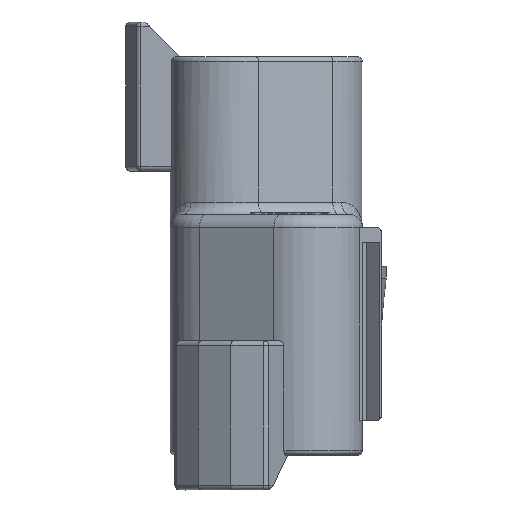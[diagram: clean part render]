
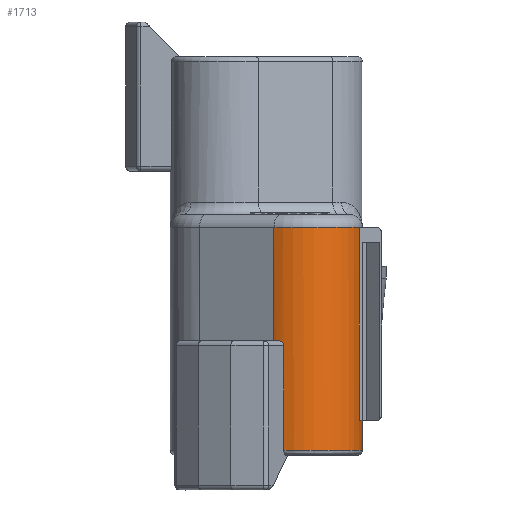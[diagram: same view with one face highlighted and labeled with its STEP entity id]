
A CAD part, left-side view. The second image highlights one B-rep face of the part: STEP entity #1713.
In plain terms, the highlighted cylindrical face has radius 6.08 mm (diameter 12.16 mm), a partial arc.
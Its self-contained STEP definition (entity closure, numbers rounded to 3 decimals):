
#313=B_SPLINE_CURVE_WITH_KNOTS('',3,(#30947,#30948,#30949,#30950,#30951,
#30952,#30953,#30954,#30955,#30956,#30957,#30958,#30959,#30960,#30961,#30962),
 .UNSPECIFIED.,.F.,.F.,(4,3,3,3,3,4),(0.,0.217,0.433,
0.65,0.866,1.),.UNSPECIFIED.);
#401=CYLINDRICAL_SURFACE('',#20911,6.08);
#648=FACE_OUTER_BOUND('',#3838,.T.);
#1713=ADVANCED_FACE('',(#648),#401,.T.);
#3838=EDGE_LOOP('',(#6600,#6601,#6602,#6603,#6604,#6605,#6606,#6607,#6608,
#6609,#6610));
#4875=CIRCLE('',#20801,6.08);
#4900=CIRCLE('',#20867,6.08);
#4913=CIRCLE('',#20907,6.08);
#4914=CIRCLE('',#20909,6.08);
#4915=CIRCLE('',#20910,6.08);
#6600=ORIENTED_EDGE('',*,*,#13940,.F.);
#6601=ORIENTED_EDGE('',*,*,#13853,.F.);
#6602=ORIENTED_EDGE('',*,*,#13752,.F.);
#6603=ORIENTED_EDGE('',*,*,#13941,.F.);
#6604=ORIENTED_EDGE('',*,*,#13942,.F.);
#6605=ORIENTED_EDGE('',*,*,#13943,.T.);
#6606=ORIENTED_EDGE('',*,*,#13944,.T.);
#6607=ORIENTED_EDGE('',*,*,#13945,.F.);
#6608=ORIENTED_EDGE('',*,*,#13842,.F.);
#6609=ORIENTED_EDGE('',*,*,#13878,.T.);
#6610=ORIENTED_EDGE('',*,*,#13910,.F.);
#11773=VERTEX_POINT('',#29828);
#11774=VERTEX_POINT('',#29832);
#11818=VERTEX_POINT('',#30721);
#11819=VERTEX_POINT('',#30722);
#11829=VERTEX_POINT('',#30744);
#11853=VERTEX_POINT('',#30794);
#11876=VERTEX_POINT('',#30874);
#11890=VERTEX_POINT('',#30944);
#11891=VERTEX_POINT('',#30946);
#11892=VERTEX_POINT('',#30963);
#11893=VERTEX_POINT('',#30965);
#13752=EDGE_CURVE('',#11773,#11774,#4875,.T.);
#13842=EDGE_CURVE('',#11818,#11819,#16533,.T.);
#13853=EDGE_CURVE('',#11774,#11829,#16544,.T.);
#13878=EDGE_CURVE('',#11818,#11853,#4900,.T.);
#13910=EDGE_CURVE('',#11876,#11853,#16591,.T.);
#13940=EDGE_CURVE('',#11829,#11876,#4913,.T.);
#13941=EDGE_CURVE('',#11890,#11773,#16614,.T.);
#13942=EDGE_CURVE('',#11891,#11890,#4914,.T.);
#13943=EDGE_CURVE('',#11891,#11892,#313,.T.);
#13944=EDGE_CURVE('',#11892,#11893,#16615,.T.);
#13945=EDGE_CURVE('',#11819,#11893,#4915,.T.);
#16533=LINE('',#30720,#18986);
#16544=LINE('',#30743,#18997);
#16591=LINE('',#30875,#19044);
#16614=LINE('',#30943,#19067);
#16615=LINE('',#30964,#19068);
#18986=VECTOR('',#23388,1.);
#18997=VECTOR('',#23401,1.);
#19044=VECTOR('',#23486,1.);
#19067=VECTOR('',#23559,1.);
#19068=VECTOR('',#23562,1.);
#20801=AXIS2_PLACEMENT_3D('',#29831,#23214,#23215);
#20867=AXIS2_PLACEMENT_3D('',#30795,#23430,#23431);
#20907=AXIS2_PLACEMENT_3D('',#30941,#23555,#23556);
#20909=AXIS2_PLACEMENT_3D('',#30945,#23560,#23561);
#20910=AXIS2_PLACEMENT_3D('',#30966,#23563,#23564);
#20911=AXIS2_PLACEMENT_3D('',#30967,#23565,#23566);
#23214=DIRECTION('',(0.,0.,1.));
#23215=DIRECTION('',(-0.866,0.5,0.));
#23388=DIRECTION('',(0.,0.,-1.));
#23401=DIRECTION('',(0.,0.,-1.));
#23430=DIRECTION('',(0.,0.,-1.));
#23431=DIRECTION('',(0.,-1.,0.));
#23486=DIRECTION('',(0.,0.,-1.));
#23555=DIRECTION('',(0.,0.,-1.));
#23556=DIRECTION('',(0.,-1.,0.));
#23559=DIRECTION('',(0.,0.,1.));
#23560=DIRECTION('',(0.,0.,-1.));
#23561=DIRECTION('',(-0.913,0.409,0.));
#23562=DIRECTION('',(0.,0.,-1.));
#23563=DIRECTION('',(0.,0.,-1.));
#23564=DIRECTION('',(0.,-1.,0.));
#23565=DIRECTION('',(0.,0.,-1.));
#23566=DIRECTION('',(1.,0.,0.));
#29828=CARTESIAN_POINT('',(-21.11,-0.797,2.975));
#29831=CARTESIAN_POINT('',(-15.845,-3.837,2.975));
#29832=CARTESIAN_POINT('',(-15.845,-9.917,2.975));
#30720=CARTESIAN_POINT('',(-15.845,-9.917,-16.975));
#30721=CARTESIAN_POINT('',(-15.845,-9.917,-16.975));
#30722=CARTESIAN_POINT('',(-15.845,-9.917,-20.075));
#30743=CARTESIAN_POINT('',(-15.845,-9.917,2.975));
#30744=CARTESIAN_POINT('',(-15.845,-9.917,2.925));
#30794=CARTESIAN_POINT('',(-17.716,-9.622,-16.975));
#30795=CARTESIAN_POINT('',(-15.845,-3.837,-16.975));
#30874=CARTESIAN_POINT('',(-17.716,-9.622,2.925));
#30875=CARTESIAN_POINT('',(-17.716,-9.622,2.925));
#30941=CARTESIAN_POINT('',(-15.845,-3.837,2.925));
#30943=CARTESIAN_POINT('',(-21.11,-0.797,-8.775));
#30944=CARTESIAN_POINT('',(-21.11,-0.797,-8.775));
#30945=CARTESIAN_POINT('',(-15.845,-3.837,-8.775));
#30946=CARTESIAN_POINT('',(-21.393,-1.351,-8.775));
#30947=CARTESIAN_POINT('',(-21.393,-1.351,-8.775));
#30948=CARTESIAN_POINT('',(-21.417,-1.403,-8.775));
#30949=CARTESIAN_POINT('',(-21.439,-1.456,-8.785));
#30950=CARTESIAN_POINT('',(-21.46,-1.505,-8.804));
#30951=CARTESIAN_POINT('',(-21.48,-1.554,-8.822));
#30952=CARTESIAN_POINT('',(-21.499,-1.602,-8.85));
#30953=CARTESIAN_POINT('',(-21.515,-1.643,-8.886));
#30954=CARTESIAN_POINT('',(-21.531,-1.684,-8.921));
#30955=CARTESIAN_POINT('',(-21.545,-1.721,-8.965));
#30956=CARTESIAN_POINT('',(-21.555,-1.749,-9.013));
#30957=CARTESIAN_POINT('',(-21.565,-1.777,-9.061));
#30958=CARTESIAN_POINT('',(-21.573,-1.798,-9.114));
#30959=CARTESIAN_POINT('',(-21.577,-1.809,-9.17));
#30960=CARTESIAN_POINT('',(-21.579,-1.817,-9.204));
#30961=CARTESIAN_POINT('',(-21.581,-1.82,-9.24));
#30962=CARTESIAN_POINT('',(-21.581,-1.82,-9.275));
#30963=CARTESIAN_POINT('',(-21.581,-1.82,-9.275));
#30964=CARTESIAN_POINT('',(-21.581,-1.82,-9.275));
#30965=CARTESIAN_POINT('',(-21.581,-1.82,-20.075));
#30966=CARTESIAN_POINT('',(-15.845,-3.837,-20.075));
#30967=CARTESIAN_POINT('',(-15.845,-3.837,4.275));
